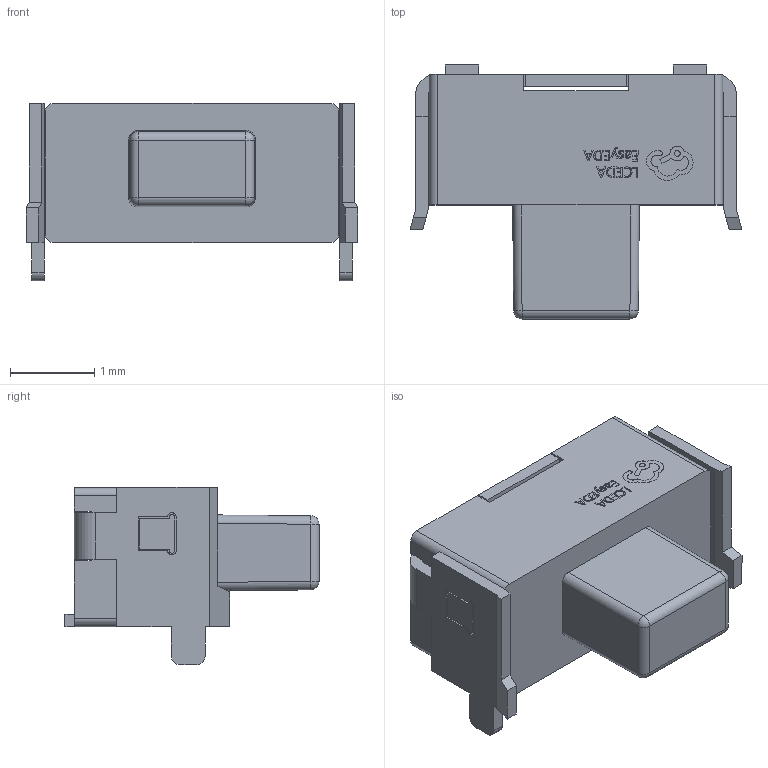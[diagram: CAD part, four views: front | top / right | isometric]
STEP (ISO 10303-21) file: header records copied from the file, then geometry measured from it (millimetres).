
FILE_DESCRIPTION (( 'STEP AP214' ), '1' );
FILE_NAME ('SW-SMD_TCEPQR.step', '2022-07-26T15:49:46', ( '' ), ( '' ), 'SwSTEP 2.0', 'SolidWorks 2020', '' );
FILE_SCHEMA (( 'AUTOMOTIVE_DESIGN' ));
Length unit declared in the file: millimetre
Products named in the file (1): SW-SMD_TCEPQR
Bounding box: 3.93 x 3.01 x 2.1 mm (x, y, z)
Volume: 11.2 mm3; surface area: 55.6 mm2
Topology: 16 solids, 16 shells, 426 faces, 1146 edges, 760 vertices
Faces by surface type: plane 279, bspline 111, cylinder 32, sphere 4
Entity records: 18215 total; most frequent: CARTESIAN_POINT 4036, ORIENTED_EDGE 2292, DIRECTION 1567, EDGE_CURVE 1146, LINE 815, VECTOR 815, VERTEX_POINT 760, EDGE_LOOP 452
